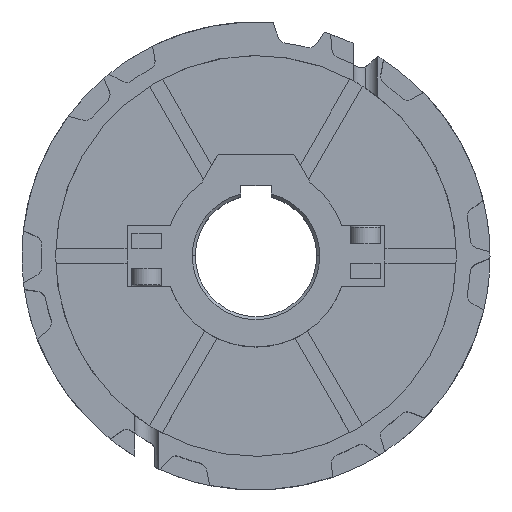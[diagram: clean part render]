
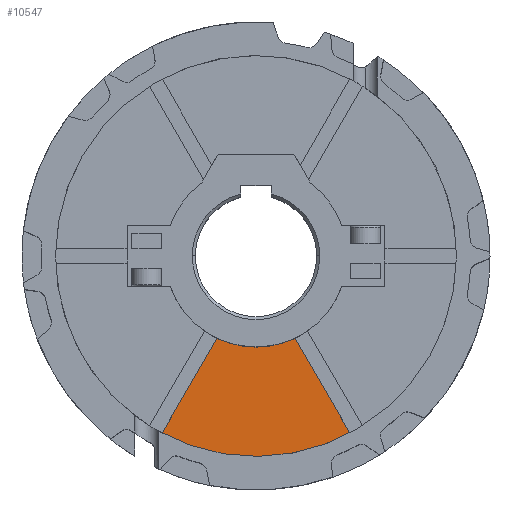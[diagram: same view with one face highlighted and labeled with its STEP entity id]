
A CAD part, top view. The second image highlights one B-rep face of the part: STEP entity #10547.
In plain terms, the highlighted planar face has unit normal (0, 0, 1).
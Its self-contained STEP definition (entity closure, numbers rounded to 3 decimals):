
#225 = DIRECTION ( 'NONE',  ( 1., 0., 0. ) ) ;
#1010 = AXIS2_PLACEMENT_3D ( 'NONE', #6789, #6670, #8679 ) ;
#1055 = CARTESIAN_POINT ( 'NONE',  ( 0., 0., 8.25 ) ) ;
#1305 = CARTESIAN_POINT ( 'NONE',  ( 0., 0., 8.25 ) ) ;
#1360 = DIRECTION ( 'NONE',  ( 1., 0., 0. ) ) ;
#1389 = ORIENTED_EDGE ( 'NONE', *, *, #4237, .T. ) ;
#1390 = LINE ( 'NONE', #10689, #3437 ) ;
#1639 = EDGE_CURVE ( 'NONE', #5557, #5991, #1390, .T. ) ;
#3437 = VECTOR ( 'NONE', #5969, 1000. ) ;
#3645 = DIRECTION ( 'NONE',  ( 0., 0., 1. ) ) ;
#3902 = CIRCLE ( 'NONE', #1010, 30. ) ;
#4237 = EDGE_CURVE ( 'NONE', #9452, #6946, #8629, .T. ) ;
#4433 = AXIS2_PLACEMENT_3D ( 'NONE', #1305, #6606, #225 ) ;
#4632 = EDGE_CURVE ( 'NONE', #5557, #6946, #3902, .T. ) ;
#4919 = EDGE_CURVE ( 'Edge1', #5991, #9452, #8925, .T. ) ;
#5090 = CARTESIAN_POINT ( 'NONE',  ( 30.947, -58.351, 8.25 ) ) ;
#5114 = CARTESIAN_POINT ( 'NONE',  ( -2.057, -1.187, 8.25 ) ) ;
#5557 = VERTEX_POINT ( 'NONE', #8189 ) ;
#5828 = AXIS2_PLACEMENT_3D ( 'NONE', #1055, #3645, #1360 ) ;
#5969 = DIRECTION ( 'NONE',  ( -0.5, -0.866, 0. ) ) ;
#5991 = VERTEX_POINT ( 'NONE', #7032 ) ;
#6606 = DIRECTION ( 'NONE',  ( 0., 0., 1. ) ) ;
#6670 = DIRECTION ( 'NONE',  ( 0., 0., 1. ) ) ;
#6789 = CARTESIAN_POINT ( 'NONE',  ( 0., 0., 8.25 ) ) ;
#6946 = VERTEX_POINT ( 'NONE', #10141 ) ;
#7032 = CARTESIAN_POINT ( 'NONE',  ( -30.947, -58.351, 8.25 ) ) ;
#7732 = ORIENTED_EDGE ( 'NONE', *, *, #4919, .T. ) ;
#8189 = CARTESIAN_POINT ( 'NONE',  ( -12.896, -27.087, 8.25 ) ) ;
#8265 = VECTOR ( 'NONE', #8809, 1000. ) ;
#8292 = ORIENTED_EDGE ( 'NONE', *, *, #1639, .T. ) ;
#8629 = LINE ( 'NONE', #5114, #8265 ) ;
#8679 = DIRECTION ( 'NONE',  ( 1., 0., 0. ) ) ;
#8809 = DIRECTION ( 'NONE',  ( -0.5, 0.866, 0. ) ) ;
#8925 = CIRCLE ( 'NONE', #5828, 66.05 ) ;
#9336 = PLANE ( 'NONE',  #4433 ) ;
#9452 = VERTEX_POINT ( 'NONE', #5090 ) ;
#10069 = EDGE_LOOP ( 'NONE', ( #7732, #1389, #11273, #8292 ) ) ;
#10141 = CARTESIAN_POINT ( 'NONE',  ( 12.896, -27.087, 8.25 ) ) ;
#10547 = ADVANCED_FACE ( 'Face4', ( #11388 ), #9336, .T. ) ;
#10689 = CARTESIAN_POINT ( 'NONE',  ( 2.057, -1.188, 8.25 ) ) ;
#11273 = ORIENTED_EDGE ( 'NONE', *, *, #4632, .F. ) ;
#11388 = FACE_OUTER_BOUND ( 'NONE', #10069, .T. ) ;
